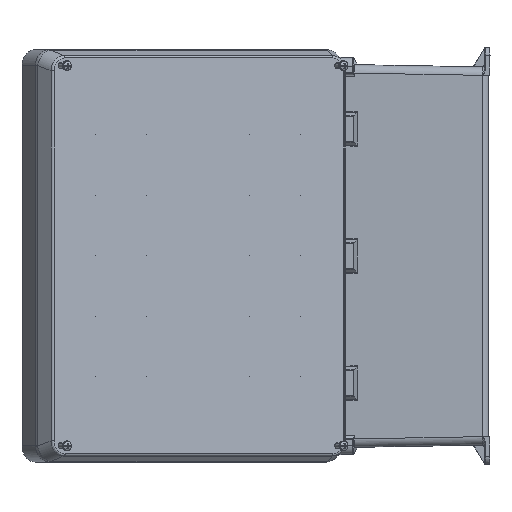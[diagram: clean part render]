
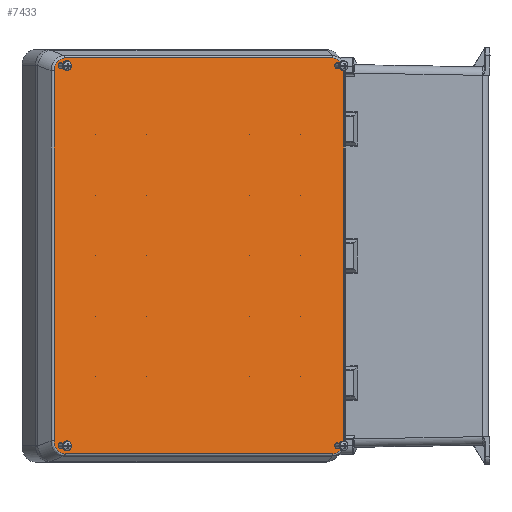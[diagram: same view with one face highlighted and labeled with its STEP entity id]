
A CAD part, left-side view. The second image highlights one B-rep face of the part: STEP entity #7433.
In plain terms, the highlighted face is planar.
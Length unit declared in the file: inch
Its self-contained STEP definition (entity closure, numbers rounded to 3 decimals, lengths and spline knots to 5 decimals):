
#134 = CARTESIAN_POINT ( 'NONE',  ( 0., 0., -0.31456 ) ) ;
#191 = EDGE_CURVE ( 'NONE', #3318, #30387, #29397, .T. ) ;
#235 = DIRECTION ( 'NONE',  ( -1., 0., 0. ) ) ;
#628 = FACE_BOUND ( 'NONE', #975, .T. ) ;
#636 = VERTEX_POINT ( 'NONE', #17902 ) ;
#656 = CARTESIAN_POINT ( 'NONE',  ( -6.34544, 0., -0.50629 ) ) ;
#719 =( BOUNDED_CURVE ( )  B_SPLINE_CURVE ( 3, ( #2525, #20075, #5068, #22602 ),
 .UNSPECIFIED., .F., .F. ) 
 B_SPLINE_CURVE_WITH_KNOTS ( ( 4, 4 ),
 ( 2.40401, 3.87917 ),
 .UNSPECIFIED. ) 
 CURVE ( )  GEOMETRIC_REPRESENTATION_ITEM ( )  RATIONAL_B_SPLINE_CURVE ( ( 1., 0.827, 0.827, 1. ) ) 
 REPRESENTATION_ITEM ( '' )  );
#975 = EDGE_LOOP ( 'NONE', ( #25047 ) ) ;
#2321 = ORIENTED_EDGE ( 'NONE', *, *, #5787, .F. ) ;
#2472 = LINE ( 'NONE', #29179, #7580 ) ;
#2525 = CARTESIAN_POINT ( 'NONE',  ( 6.34544, 0., -0.79009 ) ) ;
#2565 = DIRECTION ( 'NONE',  ( 0., -1., 0. ) ) ;
#3310 = CARTESIAN_POINT ( 'NONE',  ( -6.15371, 0., -15.00544 ) ) ;
#3318 = VERTEX_POINT ( 'NONE', #11854 ) ;
#3520 = DIRECTION ( 'NONE',  ( 0., 0., 1. ) ) ;
#4321 = EDGE_CURVE ( 'NONE', #3318, #15396, #12928, .T. ) ;
#4840 = CARTESIAN_POINT ( 'NONE',  ( 6.34544, 0., -14.81371 ) ) ;
#5068 = CARTESIAN_POINT ( 'NONE',  ( 6.15371, 0., -0.31456 ) ) ;
#5515 = DIRECTION ( 'NONE',  ( 0., 1., 0. ) ) ;
#5685 = CARTESIAN_POINT ( 'NONE',  ( -6.15371, 0., -0.31456 ) ) ;
#5787 = EDGE_CURVE ( 'NONE', #15722, #15722, #28947, .T. ) ;
#6172 = ORIENTED_EDGE ( 'NONE', *, *, #9104, .F. ) ;
#6217 = ORIENTED_EDGE ( 'NONE', *, *, #17470, .F. ) ;
#6287 = AXIS2_PLACEMENT_3D ( 'NONE', #24475, #9466, #26999 ) ;
#7025 = EDGE_LOOP ( 'NONE', ( #6217 ) ) ;
#7293 = FACE_BOUND ( 'NONE', #17701, .T. ) ;
#7327 = EDGE_CURVE ( 'NONE', #27519, #27519, #29692, .T. ) ;
#7433 = ADVANCED_FACE ( 'NONE', ( #27313, #13959, #22202, #7293, #628 ), #30987, .F. ) ;
#7580 = VECTOR ( 'NONE', #14152, 39.37008 ) ;
#7996 =( BOUNDED_CURVE ( )  B_SPLINE_CURVE ( 3, ( #18158, #656, #5685, #23228 ),
 .UNSPECIFIED., .F., .F. ) 
 B_SPLINE_CURVE_WITH_KNOTS ( ( 4, 4 ),
 ( 2.40401, 3.87917 ),
 .UNSPECIFIED. ) 
 CURVE ( )  GEOMETRIC_REPRESENTATION_ITEM ( )  RATIONAL_B_SPLINE_CURVE ( ( 1., 0.827, 0.827, 1. ) ) 
 REPRESENTATION_ITEM ( '' )  );
#8646 = AXIS2_PLACEMENT_3D ( 'NONE', #28094, #13080, #30652 ) ;
#8693 = VERTEX_POINT ( 'NONE', #23936 ) ;
#8861 = CARTESIAN_POINT ( 'NONE',  ( 6.34544, 0., -0.81219 ) ) ;
#9104 = EDGE_CURVE ( 'NONE', #26908, #15496, #2472, .T. ) ;
#9417 = CARTESIAN_POINT ( 'NONE',  ( 5.86991, 0., -0.31456 ) ) ;
#9466 = DIRECTION ( 'NONE',  ( 0., 1., 0. ) ) ;
#9692 = VECTOR ( 'NONE', #235, 39.37008 ) ;
#9797 = AXIS2_PLACEMENT_3D ( 'NONE', #17576, #2565, #20115 ) ;
#9903 = CARTESIAN_POINT ( 'NONE',  ( 6.15371, 0., -15.00544 ) ) ;
#10164 = VECTOR ( 'NONE', #23108, 39.37008 ) ;
#11854 = CARTESIAN_POINT ( 'NONE',  ( 6.34544, 0., -14.52991 ) ) ;
#12012 = VERTEX_POINT ( 'NONE', #9417 ) ;
#12699 = ORIENTED_EDGE ( 'NONE', *, *, #26730, .T. ) ;
#12928 =( BOUNDED_CURVE ( )  B_SPLINE_CURVE ( 3, ( #22383, #4840, #9903, #27437 ),
 .UNSPECIFIED., .F., .T. ) 
 B_SPLINE_CURVE_WITH_KNOTS ( ( 4, 4 ),
 ( 2.40401, 3.87917 ),
 .UNSPECIFIED. ) 
 CURVE ( )  GEOMETRIC_REPRESENTATION_ITEM ( )  RATIONAL_B_SPLINE_CURVE ( ( 1., 0.827, 0.827, 1. ) ) 
 REPRESENTATION_ITEM ( '' )  );
#12936 = EDGE_LOOP ( 'NONE', ( #2321 ) ) ;
#13080 = DIRECTION ( 'NONE',  ( 0., -1., 0. ) ) ;
#13498 = CARTESIAN_POINT ( 'NONE',  ( 6.66, 0., 0. ) ) ;
#13886 = ORIENTED_EDGE ( 'NONE', *, *, #26956, .T. ) ;
#13959 = FACE_BOUND ( 'NONE', #7025, .T. ) ;
#14152 = DIRECTION ( 'NONE',  ( 0., 0., 1. ) ) ;
#14546 = VERTEX_POINT ( 'NONE', #32052 ) ;
#15396 = VERTEX_POINT ( 'NONE', #27550 ) ;
#15496 = VERTEX_POINT ( 'NONE', #30407 ) ;
#15722 = VERTEX_POINT ( 'NONE', #19086 ) ;
#15813 = CARTESIAN_POINT ( 'NONE',  ( -6.34544, 0., -14.81371 ) ) ;
#15898 = ORIENTED_EDGE ( 'NONE', *, *, #26500, .T. ) ;
#15914 = ORIENTED_EDGE ( 'NONE', *, *, #24610, .T. ) ;
#15957 = CIRCLE ( 'NONE', #9797, 0.11 ) ;
#17470 = EDGE_CURVE ( 'NONE', #14546, #14546, #15957, .T. ) ;
#17576 = CARTESIAN_POINT ( 'NONE',  ( 6.05905, 0., -0.60095 ) ) ;
#17584 = EDGE_CURVE ( 'NONE', #15396, #8693, #30514, .T. ) ;
#17701 = EDGE_LOOP ( 'NONE', ( #15898 ) ) ;
#17902 = CARTESIAN_POINT ( 'NONE',  ( -5.86991, 0., -0.31456 ) ) ;
#18158 = CARTESIAN_POINT ( 'NONE',  ( -6.34544, 0., -0.79009 ) ) ;
#18394 = CARTESIAN_POINT ( 'NONE',  ( -6.34544, 0., -14.52991 ) ) ;
#18419 =( BOUNDED_CURVE ( )  B_SPLINE_CURVE ( 3, ( #20658, #15813, #3310, #20869 ),
 .UNSPECIFIED., .F., .F. ) 
 B_SPLINE_CURVE_WITH_KNOTS ( ( 4, 4 ),
 ( 2.40401, 3.87917 ),
 .UNSPECIFIED. ) 
 CURVE ( )  GEOMETRIC_REPRESENTATION_ITEM ( )  RATIONAL_B_SPLINE_CURVE ( ( 1., 0.827, 0.827, 1. ) ) 
 REPRESENTATION_ITEM ( '' )  );
#18522 = DIRECTION ( 'NONE',  ( 0., 1., 0. ) ) ;
#19086 = CARTESIAN_POINT ( 'NONE',  ( -6.05905, 0., -0.71315 ) ) ;
#20075 = CARTESIAN_POINT ( 'NONE',  ( 6.34544, 0., -0.50629 ) ) ;
#20115 = DIRECTION ( 'NONE',  ( 0., 0., -1. ) ) ;
#20458 = ORIENTED_EDGE ( 'NONE', *, *, #4321, .F. ) ;
#20509 = CARTESIAN_POINT ( 'NONE',  ( 6.05905, 0., -14.71905 ) ) ;
#20658 = CARTESIAN_POINT ( 'NONE',  ( -6.34544, 0., -14.52991 ) ) ;
#20869 = CARTESIAN_POINT ( 'NONE',  ( -5.86991, 0., -15.00544 ) ) ;
#20951 = ORIENTED_EDGE ( 'NONE', *, *, #17584, .F. ) ;
#21138 = EDGE_CURVE ( 'NONE', #15496, #636, #7996, .T. ) ;
#22202 = FACE_OUTER_BOUND ( 'NONE', #28613, .T. ) ;
#22383 = CARTESIAN_POINT ( 'NONE',  ( 6.34544, 0., -14.52991 ) ) ;
#22602 = CARTESIAN_POINT ( 'NONE',  ( 5.86991, 0., -0.31456 ) ) ;
#22627 = CIRCLE ( 'NONE', #6287, 0.1122 ) ;
#22750 = AXIS2_PLACEMENT_3D ( 'NONE', #20509, #5515, #23041 ) ;
#23041 = DIRECTION ( 'NONE',  ( 0., 0., 1. ) ) ;
#23108 = DIRECTION ( 'NONE',  ( 0., 0., 1. ) ) ;
#23228 = CARTESIAN_POINT ( 'NONE',  ( -5.86991, 0., -0.31456 ) ) ;
#23808 = VECTOR ( 'NONE', #25596, 39.37008 ) ;
#23936 = CARTESIAN_POINT ( 'NONE',  ( -5.86991, 0., -15.00544 ) ) ;
#24283 = AXIS2_PLACEMENT_3D ( 'NONE', #13498, #18522, #3520 ) ;
#24475 = CARTESIAN_POINT ( 'NONE',  ( -6.05905, 0., -14.71905 ) ) ;
#24610 = EDGE_CURVE ( 'NONE', #26908, #8693, #18419, .T. ) ;
#25047 = ORIENTED_EDGE ( 'NONE', *, *, #7327, .T. ) ;
#25596 = DIRECTION ( 'NONE',  ( -1., 0., 0. ) ) ;
#25965 = ORIENTED_EDGE ( 'NONE', *, *, #191, .T. ) ;
#26500 = EDGE_CURVE ( 'NONE', #28273, #28273, #22627, .T. ) ;
#26730 = EDGE_CURVE ( 'NONE', #12012, #636, #29703, .T. ) ;
#26908 = VERTEX_POINT ( 'NONE', #18394 ) ;
#26956 = EDGE_CURVE ( 'NONE', #30387, #12012, #719, .T. ) ;
#26999 = DIRECTION ( 'NONE',  ( 0., 0., 1. ) ) ;
#27313 = FACE_BOUND ( 'NONE', #12936, .T. ) ;
#27437 = CARTESIAN_POINT ( 'NONE',  ( 5.86991, 0., -15.00544 ) ) ;
#27519 = VERTEX_POINT ( 'NONE', #29191 ) ;
#27550 = CARTESIAN_POINT ( 'NONE',  ( 5.86991, 0., -15.00544 ) ) ;
#28094 = CARTESIAN_POINT ( 'NONE',  ( -6.05905, 0., -0.60095 ) ) ;
#28273 = VERTEX_POINT ( 'NONE', #29864 ) ;
#28613 = EDGE_LOOP ( 'NONE', ( #13886, #12699, #29403, #6172, #15914, #20951, #20458, #25965 ) ) ;
#28947 = CIRCLE ( 'NONE', #8646, 0.1122 ) ;
#29179 = CARTESIAN_POINT ( 'NONE',  ( -6.34544, 0., -0.81219 ) ) ;
#29191 = CARTESIAN_POINT ( 'NONE',  ( 6.05905, 0., -14.60905 ) ) ;
#29397 = LINE ( 'NONE', #8861, #10164 ) ;
#29403 = ORIENTED_EDGE ( 'NONE', *, *, #21138, .F. ) ;
#29692 = CIRCLE ( 'NONE', #22750, 0.11 ) ;
#29703 = LINE ( 'NONE', #134, #9692 ) ;
#29864 = CARTESIAN_POINT ( 'NONE',  ( -6.05905, 0., -14.60685 ) ) ;
#30229 = CARTESIAN_POINT ( 'NONE',  ( 6.34544, 0., -0.79009 ) ) ;
#30387 = VERTEX_POINT ( 'NONE', #30229 ) ;
#30407 = CARTESIAN_POINT ( 'NONE',  ( -6.34544, 0., -0.79009 ) ) ;
#30514 = LINE ( 'NONE', #30576, #23808 ) ;
#30576 = CARTESIAN_POINT ( 'NONE',  ( 0., 0., -15.00544 ) ) ;
#30652 = DIRECTION ( 'NONE',  ( 0., 0., -1. ) ) ;
#30987 = PLANE ( 'NONE',  #24283 ) ;
#32052 = CARTESIAN_POINT ( 'NONE',  ( 6.05905, 0., -0.71095 ) ) ;
